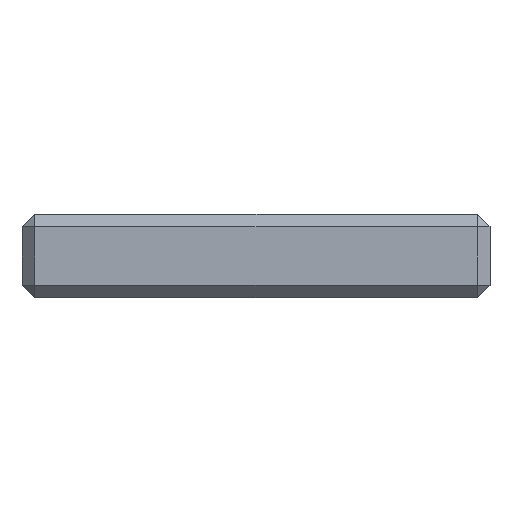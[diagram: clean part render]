
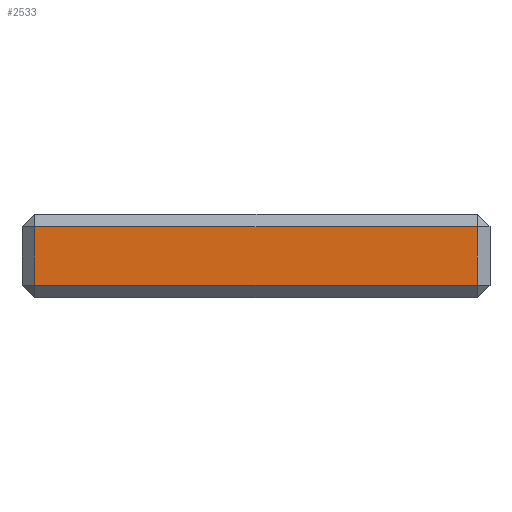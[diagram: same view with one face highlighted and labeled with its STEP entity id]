
A CAD part, front view. The second image highlights one B-rep face of the part: STEP entity #2533.
In plain terms, the highlighted planar face has unit normal (0, -1, 0).
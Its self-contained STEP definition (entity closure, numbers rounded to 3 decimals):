
#66 = DIRECTION ( 'NONE',  ( 0., 0., 1. ) ) ;
#247 = FACE_OUTER_BOUND ( 'NONE', #2493, .T. ) ;
#355 = CARTESIAN_POINT ( 'NONE',  ( 26.5, -21.5, 1.5 ) ) ;
#365 = ORIENTED_EDGE ( 'NONE', *, *, #2016, .T. ) ;
#403 = CARTESIAN_POINT ( 'NONE',  ( 28., -21.5, 1.5 ) ) ;
#558 = EDGE_CURVE ( 'NONE', #1788, #1434, #1667, .T. ) ;
#647 = CARTESIAN_POINT ( 'NONE',  ( -28., -21.5, 10. ) ) ;
#650 = DIRECTION ( 'NONE',  ( 0., 0., -1. ) ) ;
#1077 = DIRECTION ( 'NONE',  ( 0., 0., 1. ) ) ;
#1124 = CARTESIAN_POINT ( 'NONE',  ( 26.5, -21.5, 8.5 ) ) ;
#1161 = VECTOR ( 'NONE', #1259, 1000. ) ;
#1246 = EDGE_CURVE ( 'NONE', #1837, #2519, #2229, .T. ) ;
#1259 = DIRECTION ( 'NONE',  ( 1., 0., 0. ) ) ;
#1305 = DIRECTION ( 'NONE',  ( 0., 1., 0. ) ) ;
#1316 = LINE ( 'NONE', #1938, #1720 ) ;
#1434 = VERTEX_POINT ( 'NONE', #355 ) ;
#1457 = VECTOR ( 'NONE', #650, 1000. ) ;
#1479 = CARTESIAN_POINT ( 'NONE',  ( -26.5, -21.5, 1.5 ) ) ;
#1499 = AXIS2_PLACEMENT_3D ( 'NONE', #647, #1305, #1077 ) ;
#1667 = LINE ( 'NONE', #403, #1161 ) ;
#1697 = ORIENTED_EDGE ( 'NONE', *, *, #2490, .T. ) ;
#1720 = VECTOR ( 'NONE', #66, 1000. ) ;
#1750 = ORIENTED_EDGE ( 'NONE', *, *, #558, .T. ) ;
#1788 = VERTEX_POINT ( 'NONE', #1479 ) ;
#1812 = CARTESIAN_POINT ( 'NONE',  ( -28., -21.5, 8.5 ) ) ;
#1837 = VERTEX_POINT ( 'NONE', #1124 ) ;
#1885 = PLANE ( 'NONE',  #1499 ) ;
#1938 = CARTESIAN_POINT ( 'NONE',  ( 26.5, -21.5, 10. ) ) ;
#2006 = CARTESIAN_POINT ( 'NONE',  ( -26.5, -21.5, 10. ) ) ;
#2016 = EDGE_CURVE ( 'NONE', #2519, #1788, #2405, .T. ) ;
#2229 = LINE ( 'NONE', #1812, #2492 ) ;
#2267 = ORIENTED_EDGE ( 'NONE', *, *, #1246, .T. ) ;
#2329 = CARTESIAN_POINT ( 'NONE',  ( -26.5, -21.5, 8.5 ) ) ;
#2405 = LINE ( 'NONE', #2006, #1457 ) ;
#2490 = EDGE_CURVE ( 'NONE', #1434, #1837, #1316, .T. ) ;
#2492 = VECTOR ( 'NONE', #2633, 1000. ) ;
#2493 = EDGE_LOOP ( 'NONE', ( #365, #1750, #1697, #2267 ) ) ;
#2519 = VERTEX_POINT ( 'NONE', #2329 ) ;
#2533 = ADVANCED_FACE ( 'NONE', ( #247 ), #1885, .F. ) ;
#2633 = DIRECTION ( 'NONE',  ( -1., 0., 0. ) ) ;
